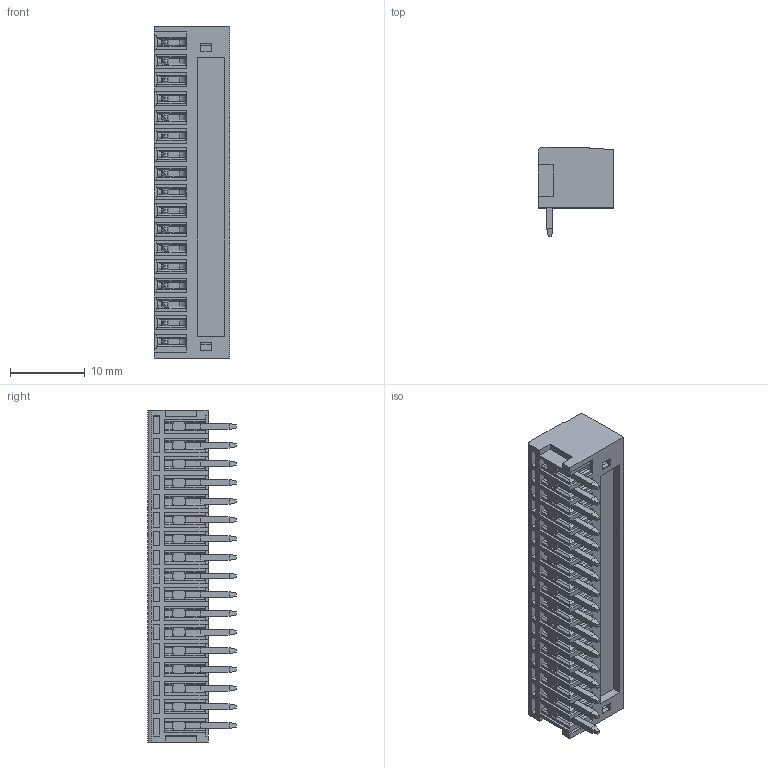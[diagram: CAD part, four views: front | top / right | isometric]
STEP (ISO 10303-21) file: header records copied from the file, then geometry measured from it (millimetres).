
FILE_DESCRIPTION((''),'2;1');
FILE_NAME('TLPHC-006R-17P','2024-09-18T',('sheji'),(''),'PRO/ENGINEER BY PARAMETRIC TECHNOLOGY CORPORATION, 2015240','PRO/ENGINEER BY PARAMETRIC TECHNOLOGY CORPORATION, 2015240','');
FILE_SCHEMA(('CONFIG_CONTROL_DESIGN'));
Length unit declared in the file: millimetre
Products named in the file (1): TLPHC-006R-17P
Bounding box: 10.1 x 11.9 x 44.4 mm (x, y, z)
Volume: 1948.2 mm3; surface area: 3929.4 mm2
Topology: 1 solids, 1 shells, 1587 faces, 4204 edges, 2672 vertices
Faces by surface type: plane 1382, cylinder 137, cone 68
Entity records: 48105 total; most frequent: CARTESIAN_POINT 8632, ORIENTED_EDGE 8408, DIRECTION 7737, EDGE_CURVE 4204, VECTOR 3743, LINE 3743, VERTEX_POINT 2672, AXIS2_PLACEMENT_3D 1997
